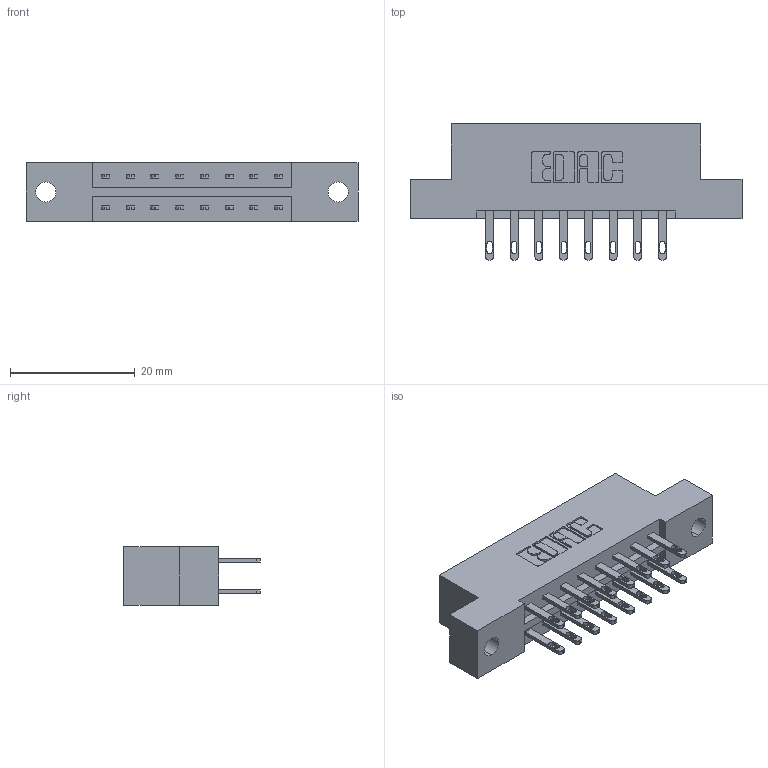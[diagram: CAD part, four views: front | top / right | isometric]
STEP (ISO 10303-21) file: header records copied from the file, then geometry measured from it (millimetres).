
FILE_DESCRIPTION (( 'STEP AP203' ), '1' );
FILE_NAME ('833-016-500-202.STEP', '2020-05-31T16:37:40', ( '' ), ( '' ), 'SwSTEP 2.0', 'SolidWorks 2020', '' );
FILE_SCHEMA (( 'CONFIG_CONTROL_DESIGN' ));
Length unit declared in the file: inch
Products named in the file (3): 345-292-001_345-293-100; 833-016-500-202; 833 Part_Flush - .128 Dia
Assembly tree (17 placements, depth 2):
  833-016-500-202
    833 Part_Flush - .128 Dia
    345-292-001_345-293-100  x16
Bounding box: 53.24 x 21.85 x 9.4 mm (x, y, z)
Volume: 5129.6 mm3; surface area: 5601.8 mm2
Topology: 17 solids, 17 shells, 882 faces, 2663 edges, 1774 vertices
Faces by surface type: plane 550, cylinder 332
Entity records: 9477 total; most frequent: CARTESIAN_POINT 1610, ORIENTED_EDGE 1546, DIRECTION 1437, EDGE_CURVE 773, VECTOR 641, LINE 641, VERTEX_POINT 514, AXIS2_PLACEMENT_3D 398
